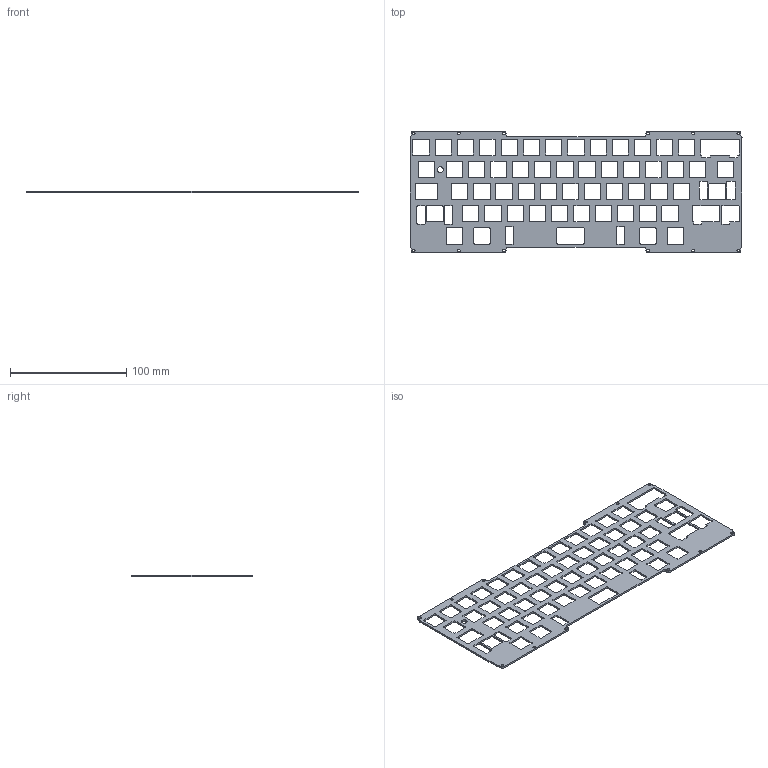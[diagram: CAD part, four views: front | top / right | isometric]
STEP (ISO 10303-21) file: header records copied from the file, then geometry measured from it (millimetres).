
FILE_DESCRIPTION(/* description */ (''),/* implementation_level */ '2;1');
FILE_NAME(/* name */ 'Vero_HHKB_FullBS.step',/* time_stamp */ '2023-08-02T12:17:27+01:00',/* author */ (''),/* organization */ (''),/* preprocessor_version */ 'ST-DEVELOPER v19.2',/* originating_system */ 'Autodesk Translation Framework v11.17.0.187',/* authorisation */ '');
FILE_SCHEMA (('AUTOMOTIVE_DESIGN { 1 0 10303 214 3 1 1 }'));
Length unit declared in the file: millimetre
Products named in the file (1): FusionComponent
Bounding box: 285.75 x 104.72 x 1.5 mm (x, y, z)
Volume: 23604.3 mm3; surface area: 38254.7 mm2
Topology: 1 solids, 1 shells, 592 faces, 1770 edges, 1180 vertices
Faces by surface type: cylinder 300, plane 292
Full cylindrical faces by diameter (mm): 2.5 x12, 5 x1
Entity records: 20439 total; most frequent: DIRECTION 3556, CARTESIAN_POINT 3543, ORIENTED_EDGE 3540, EDGE_CURVE 1770, AXIS2_PLACEMENT_3D 1193, VERTEX_POINT 1180, LINE 1170, VECTOR 1170
